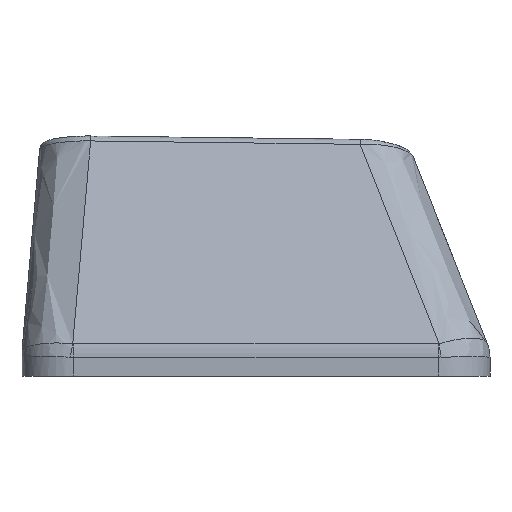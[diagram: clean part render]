
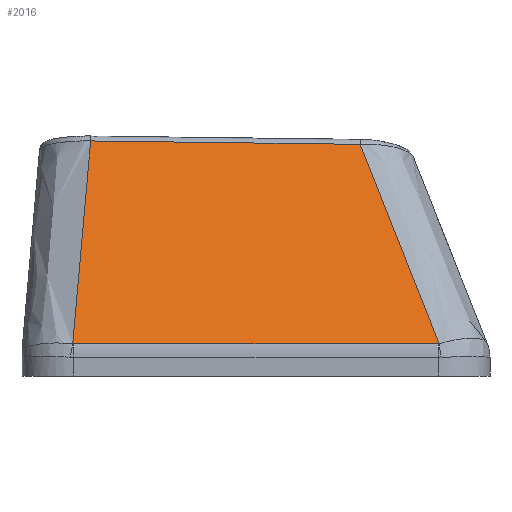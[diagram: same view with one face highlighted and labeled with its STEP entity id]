
A CAD part, left-side view. The second image highlights one B-rep face of the part: STEP entity #2016.
In plain terms, the highlighted free-form (B-spline) face has degree [3, 3] with [4, 4] control points.
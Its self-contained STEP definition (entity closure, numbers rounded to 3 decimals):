
#243=FACE_OUTER_BOUND('',#343,.T.);
#343=EDGE_LOOP('',(#1596,#1597,#1598,#1599,#1600,#1601));
#574=B_SPLINE_CURVE_WITH_KNOTS('',3,(#4588,#4589,#4590,#4591),
 .UNSPECIFIED.,.F.,.F.,(4,4),(0.,0.003),.UNSPECIFIED.);
#576=B_SPLINE_CURVE_WITH_KNOTS('',3,(#4615,#4616,#4617,#4618),
 .UNSPECIFIED.,.F.,.F.,(4,4),(0.,1.416),.UNSPECIFIED.);
#578=B_SPLINE_CURVE_WITH_KNOTS('',3,(#4642,#4643,#4644,#4645),
 .UNSPECIFIED.,.F.,.F.,(4,4),(0.,0.003),.UNSPECIFIED.);
#581=B_SPLINE_CURVE_WITH_KNOTS('',3,(#4741,#4742,#4743,#4744),
 .UNSPECIFIED.,.F.,.F.,(4,4),(0.032,0.914),
 .UNSPECIFIED.);
#582=B_SPLINE_CURVE_WITH_KNOTS('',3,(#4746,#4747,#4748,#4749),
 .UNSPECIFIED.,.F.,.F.,(4,4),(-1.046,0.),
 .UNSPECIFIED.);
#583=B_SPLINE_CURVE_WITH_KNOTS('',3,(#4750,#4751,#4752,#4753),
 .UNSPECIFIED.,.F.,.F.,(4,4),(-0.869,-0.026),
 .UNSPECIFIED.);
#817=VERTEX_POINT('',#4547);
#819=VERTEX_POINT('',#4586);
#821=VERTEX_POINT('',#4613);
#823=VERTEX_POINT('',#4640);
#830=VERTEX_POINT('',#4740);
#831=VERTEX_POINT('',#4745);
#1092=EDGE_CURVE('',#819,#817,#574,.T.);
#1095=EDGE_CURVE('',#821,#819,#576,.T.);
#1098=EDGE_CURVE('',#823,#821,#578,.T.);
#1110=EDGE_CURVE('',#830,#823,#581,.T.);
#1111=EDGE_CURVE('',#831,#830,#582,.T.);
#1112=EDGE_CURVE('',#817,#831,#583,.T.);
#1596=ORIENTED_EDGE('',*,*,#1092,.F.);
#1597=ORIENTED_EDGE('',*,*,#1095,.F.);
#1598=ORIENTED_EDGE('',*,*,#1098,.F.);
#1599=ORIENTED_EDGE('',*,*,#1110,.F.);
#1600=ORIENTED_EDGE('',*,*,#1111,.F.);
#1601=ORIENTED_EDGE('',*,*,#1112,.F.);
#1949=B_SPLINE_SURFACE_WITH_KNOTS('',3,3,((#4724,#4725,#4726,#4727),(#4728,
#4729,#4730,#4731),(#4732,#4733,#4734,#4735),(#4736,#4737,#4738,#4739)),
 .UNSPECIFIED.,.F.,.F.,.F.,(4,4),(4,4),(0.104,0.892),
(0.029,0.97),.UNSPECIFIED.);
#2016=ADVANCED_FACE('',(#243),#1949,.T.);
#4547=CARTESIAN_POINT('',(-8.986,7.111,0.255));
#4586=CARTESIAN_POINT('',(-8.987,7.08,0.253));
#4588=CARTESIAN_POINT('Ctrl Pts',(-8.987,7.08,0.253));
#4589=CARTESIAN_POINT('Ctrl Pts',(-8.987,7.091,0.253));
#4590=CARTESIAN_POINT('Ctrl Pts',(-8.986,7.101,0.254));
#4591=CARTESIAN_POINT('Ctrl Pts',(-8.986,7.111,0.255));
#4613=CARTESIAN_POINT('',(-8.984,-7.081,0.255));
#4615=CARTESIAN_POINT('Ctrl Pts',(-8.984,-7.081,0.255));
#4616=CARTESIAN_POINT('Ctrl Pts',(-8.985,-2.36,0.255));
#4617=CARTESIAN_POINT('Ctrl Pts',(-8.986,2.36,0.254));
#4618=CARTESIAN_POINT('Ctrl Pts',(-8.987,7.08,0.253));
#4640=CARTESIAN_POINT('',(-8.984,-7.106,0.257));
#4642=CARTESIAN_POINT('Ctrl Pts',(-8.984,-7.106,0.257));
#4643=CARTESIAN_POINT('Ctrl Pts',(-8.984,-7.098,0.256));
#4644=CARTESIAN_POINT('Ctrl Pts',(-8.984,-7.089,0.255));
#4645=CARTESIAN_POINT('Ctrl Pts',(-8.984,-7.081,0.255));
#4724=CARTESIAN_POINT('Ctrl Pts',(-6.06,-4.418,8.028));
#4725=CARTESIAN_POINT('Ctrl Pts',(-7.036,-5.315,5.435));
#4726=CARTESIAN_POINT('Ctrl Pts',(-8.011,-6.212,2.843));
#4727=CARTESIAN_POINT('Ctrl Pts',(-8.987,-7.109,0.25));
#4728=CARTESIAN_POINT('Ctrl Pts',(-6.06,-0.669,
8.062));
#4729=CARTESIAN_POINT('Ctrl Pts',(-7.036,-1.236,5.458));
#4730=CARTESIAN_POINT('Ctrl Pts',(-8.011,-1.802,2.854));
#4731=CARTESIAN_POINT('Ctrl Pts',(-8.987,-2.369,0.251));
#4732=CARTESIAN_POINT('Ctrl Pts',(-6.06,3.08,8.095));
#4733=CARTESIAN_POINT('Ctrl Pts',(-7.036,2.844,5.481));
#4734=CARTESIAN_POINT('Ctrl Pts',(-8.011,2.607,2.866));
#4735=CARTESIAN_POINT('Ctrl Pts',(-8.987,2.371,0.252));
#4736=CARTESIAN_POINT('Ctrl Pts',(-6.06,6.828,8.128));
#4737=CARTESIAN_POINT('Ctrl Pts',(-7.036,6.923,5.503));
#4738=CARTESIAN_POINT('Ctrl Pts',(-8.011,7.017,2.878));
#4739=CARTESIAN_POINT('Ctrl Pts',(-8.987,7.111,0.253));
#4740=CARTESIAN_POINT('',(-6.075,-4.042,7.993));
#4741=CARTESIAN_POINT('Ctrl Pts',(-6.075,-4.042,7.993));
#4742=CARTESIAN_POINT('Ctrl Pts',(-7.044,-5.063,5.414));
#4743=CARTESIAN_POINT('Ctrl Pts',(-8.014,-6.085,2.836));
#4744=CARTESIAN_POINT('Ctrl Pts',(-8.984,-7.106,0.257));
#4745=CARTESIAN_POINT('',(-6.06,6.417,8.125));
#4746=CARTESIAN_POINT('Ctrl Pts',(-6.06,6.417,8.125));
#4747=CARTESIAN_POINT('Ctrl Pts',(-6.065,2.93,8.081));
#4748=CARTESIAN_POINT('Ctrl Pts',(-6.07,-0.556,8.038));
#4749=CARTESIAN_POINT('Ctrl Pts',(-6.075,-4.042,7.993));
#4750=CARTESIAN_POINT('Ctrl Pts',(-8.986,7.111,0.255));
#4751=CARTESIAN_POINT('Ctrl Pts',(-8.011,6.88,2.879));
#4752=CARTESIAN_POINT('Ctrl Pts',(-7.036,6.649,5.502));
#4753=CARTESIAN_POINT('Ctrl Pts',(-6.06,6.417,8.125));
